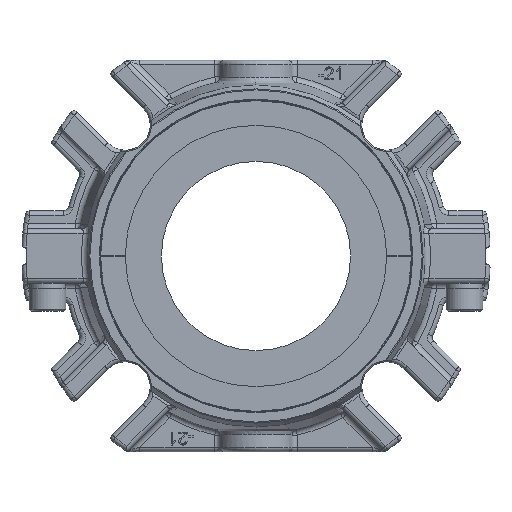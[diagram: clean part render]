
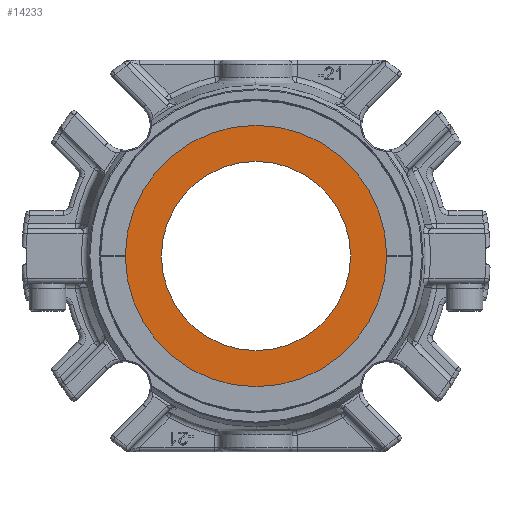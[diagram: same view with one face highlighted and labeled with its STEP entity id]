
A CAD part, front view. The second image highlights one B-rep face of the part: STEP entity #14233.
In plain terms, the highlighted planar face has unit normal (0, -1, 0).
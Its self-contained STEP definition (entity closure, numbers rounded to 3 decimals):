
#678=PLANE('',#16058);
#1104=LINE('',#20560,#1778);
#1106=LINE('',#20569,#1780);
#1480=LINE('',#24117,#2154);
#1498=LINE('',#24154,#2172);
#1499=LINE('',#24156,#2173);
#1502=LINE('',#24164,#2176);
#1778=VECTOR('',#16171,1000.);
#1780=VECTOR('',#16179,1000.);
#2154=VECTOR('',#18069,1000.);
#2172=VECTOR('',#18109,1000.);
#2173=VECTOR('',#18112,1000.);
#2176=VECTOR('',#18121,1000.);
#6552=ORIENTED_EDGE('',*,*,#8790,.F.);
#6553=ORIENTED_EDGE('',*,*,#7692,.T.);
#6554=ORIENTED_EDGE('',*,*,#7753,.T.);
#6555=ORIENTED_EDGE('',*,*,#6737,.F.);
#6556=ORIENTED_EDGE('',*,*,#7758,.T.);
#6557=ORIENTED_EDGE('',*,*,#7756,.T.);
#6558=ORIENTED_EDGE('',*,*,#7754,.T.);
#6559=ORIENTED_EDGE('',*,*,#6733,.F.);
#6560=ORIENTED_EDGE('',*,*,#7732,.T.);
#6733=EDGE_CURVE('',#8856,#8858,#1104,.F.);
#6737=EDGE_CURVE('',#8860,#8862,#1106,.F.);
#7692=EDGE_CURVE('',#9496,#9497,#10570,.T.);
#7732=EDGE_CURVE('',#8856,#9496,#1480,.T.);
#7753=EDGE_CURVE('',#9497,#8862,#1498,.T.);
#7754=EDGE_CURVE('',#9527,#8858,#1499,.T.);
#7756=EDGE_CURVE('',#9528,#9527,#10588,.T.);
#7758=EDGE_CURVE('',#8860,#9528,#1502,.T.);
#8790=EDGE_CURVE('',#10090,#10090,#11112,.T.);
#8856=VERTEX_POINT('',#20558);
#8858=VERTEX_POINT('',#20561);
#8860=VERTEX_POINT('',#20567);
#8862=VERTEX_POINT('',#20570);
#9496=VERTEX_POINT('',#23928);
#9497=VERTEX_POINT('',#23929);
#9527=VERTEX_POINT('',#24157);
#9528=VERTEX_POINT('',#24161);
#10090=VERTEX_POINT('',#28451);
#10570=CIRCLE('',#15031,46.038);
#10588=CIRCLE('',#15073,46.038);
#11112=CIRCLE('',#16055,33.338);
#12066=EDGE_LOOP('',(#6552));
#12067=EDGE_LOOP('',(#6553,#6554,#6555,#6556,#6557,#6558,#6559,#6560));
#13040=FACE_BOUND('',#12066,.T.);
#13041=FACE_BOUND('',#12067,.T.);
#14233=ADVANCED_FACE('',(#13040,#13041),#678,.F.);
#15031=AXIS2_PLACEMENT_3D('',#23927,#17997,#17998);
#15073=AXIS2_PLACEMENT_3D('',#24160,#18116,#18117);
#16055=AXIS2_PLACEMENT_3D('',#28450,#20339,#20340);
#16058=AXIS2_PLACEMENT_3D('',#28455,#20345,#20346);
#16171=DIRECTION('',(0.,0.,1.));
#16179=DIRECTION('',(0.,0.,-1.));
#17997=DIRECTION('',(0.,-1.,0.));
#17998=DIRECTION('',(1.,0.,0.));
#18069=DIRECTION('',(-1.,0.,0.));
#18109=DIRECTION('',(-1.,0.,0.));
#18112=DIRECTION('',(1.,0.,0.));
#18116=DIRECTION('',(0.,-1.,0.));
#18117=DIRECTION('',(1.,0.,0.));
#18121=DIRECTION('',(1.,0.,0.));
#20339=DIRECTION('',(0.,-1.,0.));
#20340=DIRECTION('',(0.,0.,-1.));
#20345=DIRECTION('',(0.,1.,0.));
#20346=DIRECTION('',(-1.,0.,0.));
#20558=CARTESIAN_POINT('',(48.049,-25.248,0.127));
#20560=CARTESIAN_POINT('',(48.049,-25.248,-2.544));
#20561=CARTESIAN_POINT('',(48.049,-25.248,-0.127));
#20567=CARTESIAN_POINT('',(-48.045,-25.248,-0.127));
#20569=CARTESIAN_POINT('',(-48.045,-25.248,1.956));
#20570=CARTESIAN_POINT('',(-48.045,-25.248,0.127));
#23927=CARTESIAN_POINT('',(0.,-25.248,0.));
#23928=CARTESIAN_POINT('',(46.037,-25.248,0.127));
#23929=CARTESIAN_POINT('',(-46.037,-25.248,0.127));
#24117=CARTESIAN_POINT('',(148.462,-25.248,0.127));
#24154=CARTESIAN_POINT('',(148.462,-25.248,0.127));
#24156=CARTESIAN_POINT('',(-156.338,-25.248,-0.127));
#24157=CARTESIAN_POINT('',(46.037,-25.248,-0.127));
#24160=CARTESIAN_POINT('',(0.,-25.248,0.));
#24161=CARTESIAN_POINT('',(-46.037,-25.248,-0.127));
#24164=CARTESIAN_POINT('',(-156.338,-25.248,-0.127));
#28450=CARTESIAN_POINT('',(0.,-25.248,0.));
#28451=CARTESIAN_POINT('',(0.,-25.248,-33.338));
#28455=CARTESIAN_POINT('',(0.,-25.248,44.31));
